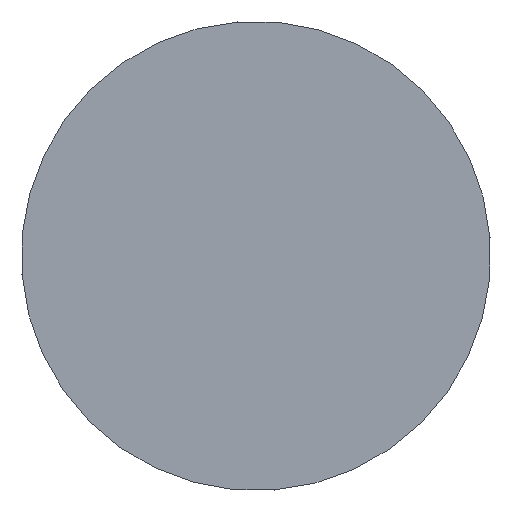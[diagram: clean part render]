
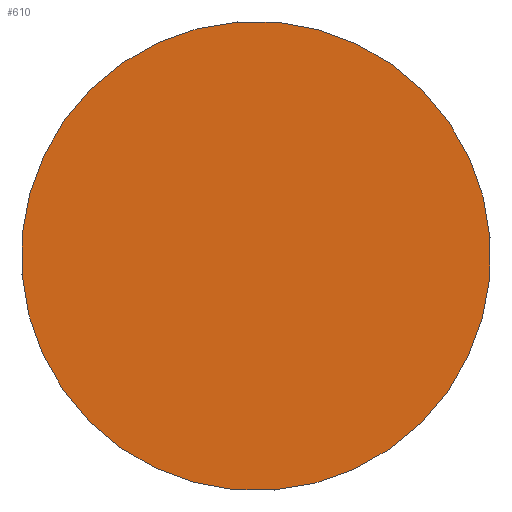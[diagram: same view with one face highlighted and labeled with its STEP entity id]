
A CAD part, front view. The second image highlights one B-rep face of the part: STEP entity #610.
In plain terms, the highlighted planar face has unit normal (0, -1, 0).
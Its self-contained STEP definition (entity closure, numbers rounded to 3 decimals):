
#93=FACE_OUTER_BOUND('',#126,.T.);
#126=EDGE_LOOP('',(#387,#388));
#164=CIRCLE('',#664,19.);
#165=CIRCLE('',#665,19.);
#231=VERTEX_POINT('',#991);
#232=VERTEX_POINT('',#992);
#296=EDGE_CURVE('',#231,#232,#164,.T.);
#297=EDGE_CURVE('',#232,#231,#165,.T.);
#387=ORIENTED_EDGE('',*,*,#296,.T.);
#388=ORIENTED_EDGE('',*,*,#297,.T.);
#569=PLANE('',#663);
#610=ADVANCED_FACE('',(#93),#569,.T.);
#663=AXIS2_PLACEMENT_3D('',#990,#765,#766);
#664=AXIS2_PLACEMENT_3D('',#993,#767,#768);
#665=AXIS2_PLACEMENT_3D('',#994,#769,#770);
#765=DIRECTION('center_axis',(0.,-1.,0.));
#766=DIRECTION('ref_axis',(0.,0.,-1.));
#767=DIRECTION('center_axis',(0.,-1.,0.));
#768=DIRECTION('ref_axis',(0.968,0.,0.251));
#769=DIRECTION('center_axis',(0.,-1.,0.));
#770=DIRECTION('ref_axis',(0.968,0.,0.251));
#990=CARTESIAN_POINT('Origin',(-19.,-67.,0.));
#991=CARTESIAN_POINT('',(18.391,-67.,4.773));
#992=CARTESIAN_POINT('',(-18.391,-67.,-4.773));
#993=CARTESIAN_POINT('Origin',(0.,-67.,0.));
#994=CARTESIAN_POINT('Origin',(0.,-67.,0.));
